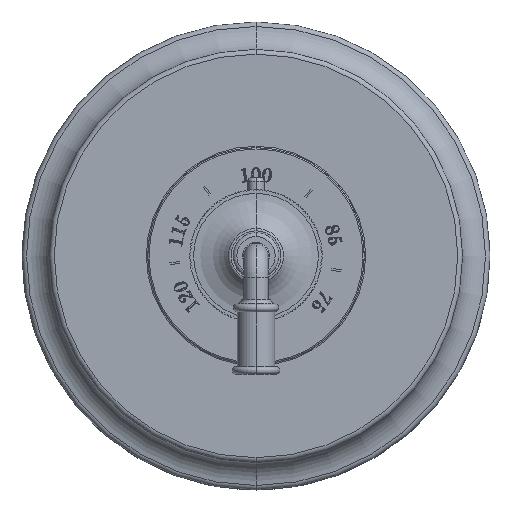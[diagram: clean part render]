
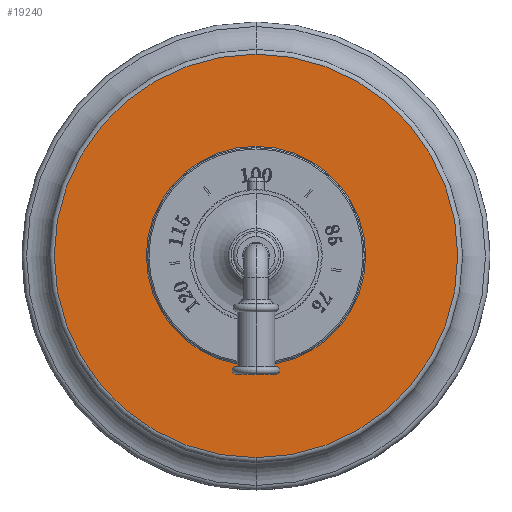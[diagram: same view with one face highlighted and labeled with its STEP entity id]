
A CAD part, top view. The second image highlights one B-rep face of the part: STEP entity #19240.
In plain terms, the highlighted planar face has unit normal (0, 0, 1).
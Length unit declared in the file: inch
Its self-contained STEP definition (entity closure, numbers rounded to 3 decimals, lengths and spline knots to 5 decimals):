
#128=CARTESIAN_POINT('',(0.,0.,0.625));
#129=DIRECTION('',(0.,0.,1.));
#130=DIRECTION('',(0.,1.,0.));
#131=AXIS2_PLACEMENT_3D('',#128,#129,#130);
#133=CARTESIAN_POINT('',(0.,0.,0.625));
#134=DIRECTION('',(0.,0.,-1.));
#135=DIRECTION('',(0.,1.,0.));
#136=AXIS2_PLACEMENT_3D('',#133,#134,#135);
#138=CARTESIAN_POINT('',(0.,0.,0.625));
#139=DIRECTION('',(0.,0.,1.));
#140=DIRECTION('',(0.,-1.,0.));
#141=AXIS2_PLACEMENT_3D('',#138,#139,#140);
#153=CARTESIAN_POINT('',(0.,0.,0.625));
#154=DIRECTION('',(0.,0.,1.));
#155=DIRECTION('',(0.,1.,0.));
#156=AXIS2_PLACEMENT_3D('',#153,#154,#155);
#15965=CARTESIAN_POINT('',(0.,3.233,0.625));
#15966=VERTEX_POINT('',#15965);
#15973=CARTESIAN_POINT('',(0.,-3.233,0.625));
#15974=VERTEX_POINT('',#15973);
#15975=CARTESIAN_POINT('',(0.,-1.75698,0.625));
#15976=CARTESIAN_POINT('',(0.,1.75698,0.625));
#15977=VERTEX_POINT('',#15975);
#15978=VERTEX_POINT('',#15976);
#19225=CARTESIAN_POINT('',(0.,0.,0.625));
#19226=DIRECTION('',(0.,0.,-1.));
#19227=DIRECTION('',(0.,-1.,0.));
#19228=AXIS2_PLACEMENT_3D('',#19225,#19226,#19227);
#19229=PLANE('',#19228);
#19230=ORIENTED_EDGE('',*,*,#19218,.F.);
#19231=ORIENTED_EDGE('',*,*,#19207,.T.);
#19232=EDGE_LOOP('',(#19230,#19231));
#19233=FACE_OUTER_BOUND('',#19232,.F.);
#19235=ORIENTED_EDGE('',*,*,#19234,.T.);
#19237=ORIENTED_EDGE('',*,*,#19236,.T.);
#19238=EDGE_LOOP('',(#19235,#19237));
#19239=FACE_BOUND('',#19238,.F.);
#19240=ADVANCED_FACE('',(#19233,#19239),#19229,.F.);
#132=CIRCLE('',#131,3.233);
#137=CIRCLE('',#136,3.233);
#142=CIRCLE('',#141,1.75698);
#157=CIRCLE('',#156,1.75698);
#19207=EDGE_CURVE('',#15966,#15974,#137,.T.);
#19218=EDGE_CURVE('',#15966,#15974,#132,.T.);
#19234=EDGE_CURVE('',#15977,#15978,#142,.T.);
#19236=EDGE_CURVE('',#15978,#15977,#157,.T.);
